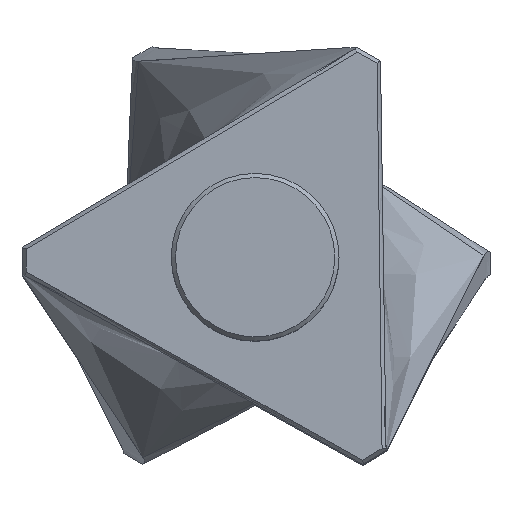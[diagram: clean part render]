
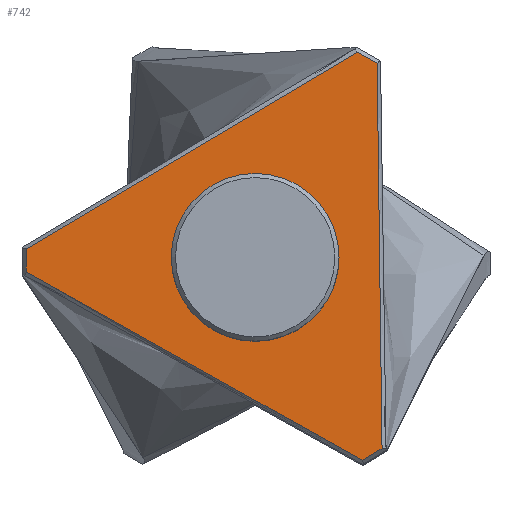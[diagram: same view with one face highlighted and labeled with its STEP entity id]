
A CAD part, top view. The second image highlights one B-rep face of the part: STEP entity #742.
In plain terms, the highlighted planar face has unit normal (0, 0, 1).
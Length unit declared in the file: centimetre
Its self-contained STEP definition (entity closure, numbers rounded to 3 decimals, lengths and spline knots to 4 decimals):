
#144=B_SPLINE_CURVE_WITH_KNOTS('',3,(#1724,#1725,#1726,#1727,#1728,#1729,
#1730,#1731),.UNSPECIFIED.,.F.,.U.,(4,2,2,4),(0.0199,0.0864,
0.0924,0.1572),.UNSPECIFIED.);
#149=B_SPLINE_CURVE_WITH_KNOTS('',3,(#1815,#1816,#1817,#1818,#1819,#1820,
#1821,#1822),.UNSPECIFIED.,.F.,.U.,(4,2,2,4),(0.02,0.0864,
0.0924,0.1573),.UNSPECIFIED.);
#154=B_SPLINE_CURVE_WITH_KNOTS('',3,(#1905,#1906,#1907,#1908,#1909,#1910,
#1911,#1912,#1913,#1914),.UNSPECIFIED.,.F.,.U.,(4,2,2,2,4),(0.0133,
0.1166,1.1614,1.1645,2.3087),
 .UNSPECIFIED.);
#158=B_SPLINE_CURVE_WITH_KNOTS('',3,(#1992,#1993,#1994,#1995,#1996,#1997,
#1998,#1999),.UNSPECIFIED.,.F.,.U.,(4,2,2,4),(0.02,0.0864,
0.0924,0.1573),.UNSPECIFIED.);
#161=B_SPLINE_CURVE_WITH_KNOTS('',3,(#2071,#2072,#2073,#2074,#2075,#2076,
#2077,#2078,#2079,#2080),.UNSPECIFIED.,.F.,.U.,(4,2,2,2,4),(0.0133,
0.1166,1.1614,1.1645,2.3087),
 .UNSPECIFIED.);
#164=B_SPLINE_CURVE_WITH_KNOTS('',3,(#2152,#2153,#2154,#2155,#2156,#2157,
#2158,#2159,#2160,#2161),.UNSPECIFIED.,.F.,.U.,(4,2,2,2,4),(0.0133,
0.1166,1.1614,1.1645,2.3087),
 .UNSPECIFIED.);
#271=VERTEX_POINT('',#1644);
#275=VERTEX_POINT('',#1723);
#276=VERTEX_POINT('',#1732);
#280=VERTEX_POINT('',#1814);
#281=VERTEX_POINT('',#1823);
#284=VERTEX_POINT('',#1904);
#287=VERTEX_POINT('',#1991);
#312=CIRCLE('',#770,0.5);
#360=EDGE_CURVE('',#271,#271,#312,.T.);
#364=EDGE_CURVE('',#275,#276,#144,.T.);
#369=EDGE_CURVE('',#280,#281,#149,.T.);
#374=EDGE_CURVE('',#284,#275,#154,.T.);
#378=EDGE_CURVE('',#287,#284,#158,.T.);
#381=EDGE_CURVE('',#281,#287,#161,.T.);
#384=EDGE_CURVE('',#276,#280,#164,.T.);
#541=ORIENTED_EDGE('',*,*,#360,.T.);
#542=ORIENTED_EDGE('',*,*,#369,.F.);
#543=ORIENTED_EDGE('',*,*,#384,.F.);
#544=ORIENTED_EDGE('',*,*,#364,.F.);
#545=ORIENTED_EDGE('',*,*,#374,.F.);
#546=ORIENTED_EDGE('',*,*,#378,.F.);
#547=ORIENTED_EDGE('',*,*,#381,.F.);
#650=EDGE_LOOP('',(#541));
#651=EDGE_LOOP('',(#542,#543,#544,#545,#546,#547));
#698=FACE_BOUND('',#650,.T.);
#699=FACE_BOUND('',#651,.T.);
#742=ADVANCED_FACE('',(#698,#699),#3907,.T.);
#770=AXIS2_PLACEMENT_3D('',#1643,#802,#803);
#772=AXIS2_PLACEMENT_3D('',#2420,#805,$);
#802=DIRECTION('',(0.,0.,-1.));
#803=DIRECTION('',(0.5,0.,0.));
#805=DIRECTION('',(0.,0.,1.));
#1643=CARTESIAN_POINT('',(0.,0.,
4.));
#1644=CARTESIAN_POINT('',(0.5,0.,4.));
#1723=CARTESIAN_POINT('',(-1.3638,-0.0861,4.));
#1724=CARTESIAN_POINT('',(-1.3638,-0.0861,4.));
#1725=CARTESIAN_POINT('',(-1.3641,-0.064,4.));
#1726=CARTESIAN_POINT('',(-1.3644,-0.0418,4.));
#1727=CARTESIAN_POINT('',(-1.3648,-0.0177,4.));
#1728=CARTESIAN_POINT('',(-1.3648,-0.0157,4.));
#1729=CARTESIAN_POINT('',(-1.3652,0.008,4.));
#1730=CARTESIAN_POINT('',(-1.3655,0.0296,4.));
#1731=CARTESIAN_POINT('',(-1.3658,0.0512,4.));
#1732=CARTESIAN_POINT('',(-1.3658,0.0512,4.));
#1814=CARTESIAN_POINT('',(0.6073,1.2241,4.));
#1815=CARTESIAN_POINT('',(0.6073,1.2241,4.));
#1816=CARTESIAN_POINT('',(0.6267,1.2134,4.));
#1817=CARTESIAN_POINT('',(0.646,1.2026,4.));
#1818=CARTESIAN_POINT('',(0.6671,1.1908,4.));
#1819=CARTESIAN_POINT('',(0.6688,1.1898,4.));
#1820=CARTESIAN_POINT('',(0.6895,1.1783,4.));
#1821=CARTESIAN_POINT('',(0.7083,1.1678,4.));
#1822=CARTESIAN_POINT('',(0.7272,1.1572,4.));
#1823=CARTESIAN_POINT('',(0.7272,1.1572,4.));
#1904=CARTESIAN_POINT('',(0.6386,-1.2084,4.));
#1905=CARTESIAN_POINT('',(0.6386,-1.2084,4.));
#1906=CARTESIAN_POINT('',(0.6085,-1.1917,4.));
#1907=CARTESIAN_POINT('',(0.5783,-1.175,4.));
#1908=CARTESIAN_POINT('',(0.2437,-0.9892,4.));
#1909=CARTESIAN_POINT('',(-0.0605,-0.8198,4.));
#1910=CARTESIAN_POINT('',(-0.3653,-0.649,4.));
#1911=CARTESIAN_POINT('',(-0.3662,-0.6485,4.));
#1912=CARTESIAN_POINT('',(-0.6998,-0.4616,4.));
#1913=CARTESIAN_POINT('',(-1.032,-0.2743,4.));
#1914=CARTESIAN_POINT('',(-1.3638,-0.0861,4.));
#1991=CARTESIAN_POINT('',(0.7565,-1.138,4.));
#1992=CARTESIAN_POINT('',(0.7565,-1.138,4.));
#1993=CARTESIAN_POINT('',(0.7375,-1.1494,4.));
#1994=CARTESIAN_POINT('',(0.7185,-1.1607,4.));
#1995=CARTESIAN_POINT('',(0.6977,-1.1731,4.));
#1996=CARTESIAN_POINT('',(0.696,-1.1741,4.));
#1997=CARTESIAN_POINT('',(0.6757,-1.1862,4.));
#1998=CARTESIAN_POINT('',(0.6571,-1.1973,4.));
#1999=CARTESIAN_POINT('',(0.6386,-1.2084,4.));
#2071=CARTESIAN_POINT('',(0.7272,1.1572,4.));
#2072=CARTESIAN_POINT('',(0.7278,1.1228,4.));
#2073=CARTESIAN_POINT('',(0.7284,1.0883,4.));
#2074=CARTESIAN_POINT('',(0.7348,0.7057,4.));
#2075=CARTESIAN_POINT('',(0.7402,0.3575,4.));
#2076=CARTESIAN_POINT('',(0.7447,0.0082,4.));
#2077=CARTESIAN_POINT('',(0.7447,0.0071,4.));
#2078=CARTESIAN_POINT('',(0.7497,-0.3753,4.));
#2079=CARTESIAN_POINT('',(0.7535,-0.7566,4.));
#2080=CARTESIAN_POINT('',(0.7565,-1.138,4.));
#2152=CARTESIAN_POINT('',(-1.3658,0.0512,4.));
#2153=CARTESIAN_POINT('',(-1.3363,0.0689,4.));
#2154=CARTESIAN_POINT('',(-1.3067,0.0866,4.));
#2155=CARTESIAN_POINT('',(-0.9786,0.2836,4.));
#2156=CARTESIAN_POINT('',(-0.6797,0.4623,4.));
#2157=CARTESIAN_POINT('',(-0.3794,0.6408,4.));
#2158=CARTESIAN_POINT('',(-0.3785,0.6414,4.));
#2159=CARTESIAN_POINT('',(-0.0498,0.8369,4.));
#2160=CARTESIAN_POINT('',(0.2785,1.0309,4.));
#2161=CARTESIAN_POINT('',(0.6073,1.2241,4.));
#2420=CARTESIAN_POINT('',(0.,0.,
4.));
#3907=PLANE('',#772);
